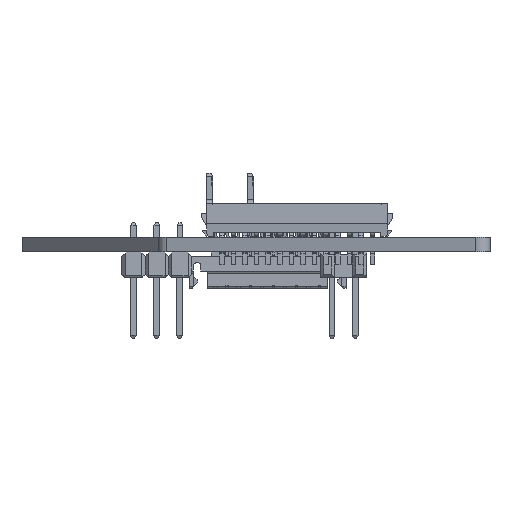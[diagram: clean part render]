
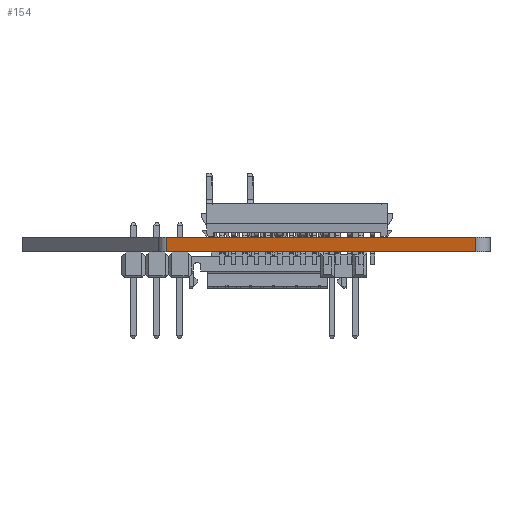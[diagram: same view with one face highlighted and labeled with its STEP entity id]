
A CAD part, left-side view. The second image highlights one B-rep face of the part: STEP entity #154.
In plain terms, the highlighted planar face has unit normal (-0.97, 0.242, 0).
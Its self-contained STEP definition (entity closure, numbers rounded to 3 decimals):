
#96 = VERTEX_POINT('',#97);
#97 = CARTESIAN_POINT('',(-42.312,9.791,-1.6));
#104 = EDGE_CURVE('',#105,#96,#107,.T.);
#105 = VERTEX_POINT('',#106);
#106 = CARTESIAN_POINT('',(-42.312,9.791,0.));
#107 = LINE('',#108,#109);
#108 = CARTESIAN_POINT('',(-42.312,9.791,0.));
#109 = VECTOR('',#110,1.);
#110 = DIRECTION('',(0.,0.,-1.));
#154 = ADVANCED_FACE('',(#155),#180,.T.);
#155 = FACE_BOUND('',#156,.T.);
#156 = EDGE_LOOP('',(#157,#158,#166,#174));
#157 = ORIENTED_EDGE('',*,*,#104,.T.);
#158 = ORIENTED_EDGE('',*,*,#159,.T.);
#159 = EDGE_CURVE('',#96,#160,#162,.T.);
#160 = VERTEX_POINT('',#161);
#161 = CARTESIAN_POINT('',(-50.762,-24.054,-1.6));
#162 = LINE('',#163,#164);
#163 = CARTESIAN_POINT('',(-42.312,9.791,-1.6));
#164 = VECTOR('',#165,1.);
#165 = DIRECTION('',(-0.242,-0.97,0.));
#166 = ORIENTED_EDGE('',*,*,#167,.F.);
#167 = EDGE_CURVE('',#168,#160,#170,.T.);
#168 = VERTEX_POINT('',#169);
#169 = CARTESIAN_POINT('',(-50.762,-24.054,0.));
#170 = LINE('',#171,#172);
#171 = CARTESIAN_POINT('',(-50.762,-24.054,0.));
#172 = VECTOR('',#173,1.);
#173 = DIRECTION('',(0.,0.,-1.));
#174 = ORIENTED_EDGE('',*,*,#175,.F.);
#175 = EDGE_CURVE('',#105,#168,#176,.T.);
#176 = LINE('',#177,#178);
#177 = CARTESIAN_POINT('',(-42.312,9.791,0.));
#178 = VECTOR('',#179,1.);
#179 = DIRECTION('',(-0.242,-0.97,0.));
#180 = PLANE('',#181);
#181 = AXIS2_PLACEMENT_3D('',#182,#183,#184);
#182 = CARTESIAN_POINT('',(-42.312,9.791,0.));
#183 = DIRECTION('',(-0.97,0.242,0.));
#184 = DIRECTION('',(-0.242,-0.97,0.));
